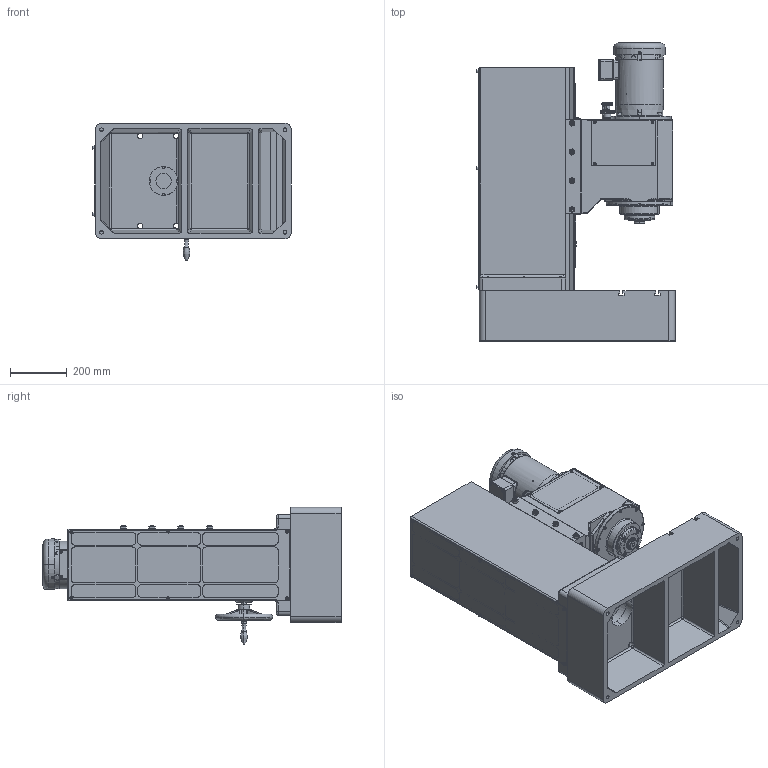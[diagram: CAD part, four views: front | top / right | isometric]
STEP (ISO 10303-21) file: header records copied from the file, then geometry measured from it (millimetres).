
FILE_DESCRIPTION (( 'STEP AP203' ), '1' );
FILE_NAME ('TM20.STEP', '2016-01-13T21:33:48', ( '' ), ( '' ), 'SwSTEP 2.0', 'SolidWorks 2015', '' );
FILE_SCHEMA (( 'CONFIG_CONTROL_DESIGN' ));
Length unit declared in the file: millimetre
Products named in the file (1): TM20
Bounding box: 700.78 x 1052.2 x 484.19 mm (x, y, z)
Surface area: 3665950.6 mm2 (no closed solid volume)
Topology: 0 solids, 194 shells, 1607 faces, 6686 edges, 5168 vertices
Faces by surface type: plane 748, cylinder 584, cone 125, torus 83, bspline 40, sphere 27
Entity records: 74775 total; most frequent: CARTESIAN_POINT 22732, DIRECTION 10414, ORIENTED_EDGE 9405, EDGE_CURVE 6668, VERTEX_POINT 5168, AXIS2_PLACEMENT_3D 3656, VECTOR 3102, LINE 3102
